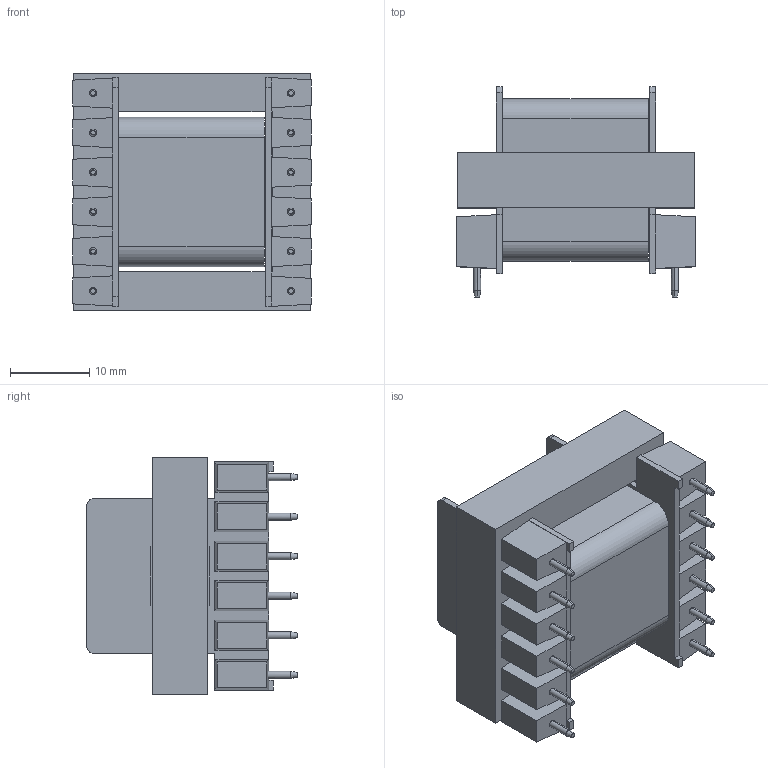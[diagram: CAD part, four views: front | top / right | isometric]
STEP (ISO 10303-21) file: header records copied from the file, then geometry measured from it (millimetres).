
FILE_DESCRIPTION (( 'STEP AP214' ), '1' );
FILE_NAME ('TRANS.STEP', '2017-11-22T06:29:14', ( '' ), ( '' ), 'SwSTEP 2.0', 'SolidWorks 2015', '' );
FILE_SCHEMA (( 'AUTOMOTIVE_DESIGN' ));
Length unit declared in the file: millimetre
Products named in the file (1): TRANS
Bounding box: 30.15 x 26.6 x 30 mm (x, y, z)
Volume: 12569.4 mm3; surface area: 7586.6 mm2
Topology: 1 solids, 1 shells, 205 faces, 498 edges, 310 vertices
Faces by surface type: plane 141, cylinder 40, cone 24
Entity records: 8051 total; most frequent: CARTESIAN_POINT 1086, ORIENTED_EDGE 996, DIRECTION 966, EDGE_CURVE 498, LINE 394, VECTOR 394, VERTEX_POINT 310, AXIS2_PLACEMENT_3D 286
